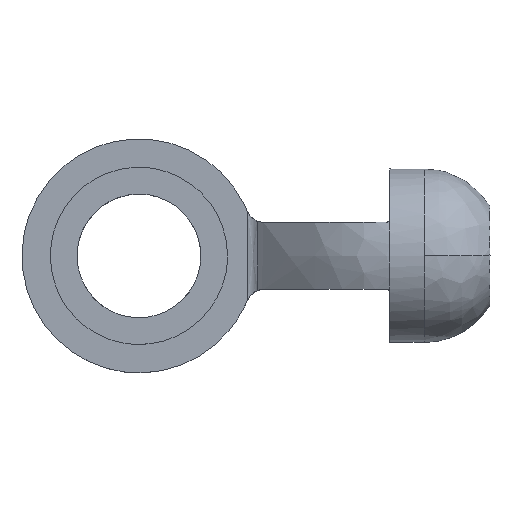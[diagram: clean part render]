
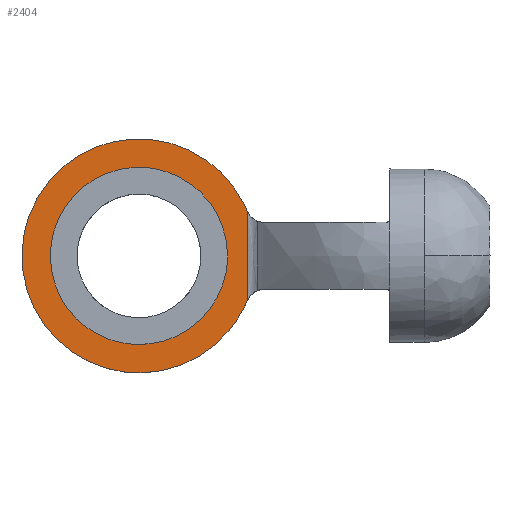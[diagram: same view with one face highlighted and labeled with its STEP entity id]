
A CAD part, top view. The second image highlights one B-rep face of the part: STEP entity #2404.
In plain terms, the highlighted free-form (B-spline) face has degree [1, 1] with [2, 2] control points.
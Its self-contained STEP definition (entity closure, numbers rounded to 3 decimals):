
#275=CARTESIAN_POINT('',(-192.787,2.631,0.305));
#276=VERTEX_POINT('',#275);
#282=CARTESIAN_POINT('',(-195.75,0.,0.305));
#283=VERTEX_POINT('',#282);
#284=CARTESIAN_POINT('',(-192.787,2.631,0.305));
#285=CARTESIAN_POINT('',(-192.943,2.65,0.305));
#286=CARTESIAN_POINT('',(-193.1,2.65,0.305));
#287=CARTESIAN_POINT('',(-195.75,2.65,0.305));
#288=CARTESIAN_POINT('',(-195.75,0.,0.305));
#296=(BOUNDED_CURVE()B_SPLINE_CURVE(2,(#284,#285,#286,#287,#288),.UNSPECIFIED.,.F.,.U.)B_SPLINE_CURVE_WITH_KNOTS((3,2,3),(0.23,0.25,0.5),.UNSPECIFIED.)CURVE()GEOMETRIC_REPRESENTATION_ITEM()RATIONAL_B_SPLINE_CURVE((0.956,0.976,1.0,0.707,1.0))REPRESENTATION_ITEM(''));
#297=EDGE_CURVE('',#276,#283,#296,.T.);
#299=CARTESIAN_POINT('',(-193.262,-2.645,0.305));
#300=VERTEX_POINT('',#299);
#301=CARTESIAN_POINT('',(-195.75,0.,0.305));
#302=CARTESIAN_POINT('',(-195.75,-2.493,0.305));
#303=CARTESIAN_POINT('',(-193.262,-2.645,0.305));
#311=(BOUNDED_CURVE()B_SPLINE_CURVE(2,(#301,#302,#303),.UNSPECIFIED.,.F.,.U.)B_SPLINE_CURVE_WITH_KNOTS((3,3),(0.5,0.739),.UNSPECIFIED.)CURVE()GEOMETRIC_REPRESENTATION_ITEM()RATIONAL_B_SPLINE_CURVE((1.0,0.72,0.976))REPRESENTATION_ITEM(''));
#312=EDGE_CURVE('',#283,#300,#311,.T.);
#386=CARTESIAN_POINT('',(-190.45,0.,0.305));
#387=VERTEX_POINT('',#386);
#388=CARTESIAN_POINT('',(-193.262,-2.645,0.305));
#389=CARTESIAN_POINT('',(-193.181,-2.65,0.305));
#390=CARTESIAN_POINT('',(-193.1,-2.65,0.305));
#391=CARTESIAN_POINT('',(-190.45,-2.65,0.305));
#392=CARTESIAN_POINT('',(-190.45,0.,0.305));
#400=(BOUNDED_CURVE()B_SPLINE_CURVE(2,(#388,#389,#390,#391,#392),.UNSPECIFIED.,.F.,.U.)B_SPLINE_CURVE_WITH_KNOTS((3,2,3),(0.739,0.75,1.0),.UNSPECIFIED.)CURVE()GEOMETRIC_REPRESENTATION_ITEM()RATIONAL_B_SPLINE_CURVE((0.976,0.988,1.0,0.707,1.0))REPRESENTATION_ITEM(''));
#401=EDGE_CURVE('',#300,#387,#400,.T.);
#403=CARTESIAN_POINT('',(-190.45,0.,0.305));
#404=CARTESIAN_POINT('',(-190.45,2.354,0.305));
#405=CARTESIAN_POINT('',(-192.787,2.631,0.305));
#413=(BOUNDED_CURVE()B_SPLINE_CURVE(2,(#403,#404,#405),.UNSPECIFIED.,.F.,.U.)B_SPLINE_CURVE_WITH_KNOTS((3,3),(0.0,0.23),.UNSPECIFIED.)CURVE()GEOMETRIC_REPRESENTATION_ITEM()RATIONAL_B_SPLINE_CURVE((1.0,0.731,0.956))REPRESENTATION_ITEM(''));
#414=EDGE_CURVE('',#387,#276,#413,.T.);
#1084=CARTESIAN_POINT('',(-189.852,1.336,0.305));
#1085=VERTEX_POINT('',#1084);
#1095=CARTESIAN_POINT('',(-189.852,-1.336,0.305));
#1096=VERTEX_POINT('',#1095);
#1097=CARTESIAN_POINT('',(-189.852,-1.336,0.305));
#1098=CARTESIAN_POINT('',(-189.858,-1.113,0.305));
#1099=CARTESIAN_POINT('',(-189.864,-0.891,0.305));
#1100=CARTESIAN_POINT('',(-189.872,-0.445,0.305));
#1101=CARTESIAN_POINT('',(-189.874,-0.223,0.305));
#1102=CARTESIAN_POINT('',(-189.874,0.223,0.305));
#1103=CARTESIAN_POINT('',(-189.872,0.445,0.305));
#1104=CARTESIAN_POINT('',(-189.864,0.891,0.305));
#1105=CARTESIAN_POINT('',(-189.858,1.113,0.305));
#1106=CARTESIAN_POINT('',(-189.852,1.336,0.305));
#1107=B_SPLINE_CURVE_WITH_KNOTS('',3,(#1097,#1098,#1099,#1100,#1101,#1102,#1103,#1104,#1105,#1106),.UNSPECIFIED.,.F.,.U.,(4,2,2,2,4),(0.0,0.25,0.5,0.75,1.0),.UNSPECIFIED.);
#1108=EDGE_CURVE('',#1096,#1085,#1107,.T.);
#2357=CARTESIAN_POINT('',(-196.937,-3.848,0.305));
#2358=CARTESIAN_POINT('',(-189.515,-3.848,0.305));
#2359=CARTESIAN_POINT('',(-196.937,3.848,0.305));
#2360=CARTESIAN_POINT('',(-189.515,3.848,0.305));
#2361=B_SPLINE_SURFACE_WITH_KNOTS('',1,1,((#2357,#2359),(#2358,#2360)),.UNSPECIFIED.,.F.,.F.,.U.,(2,2),(2,2),(0.0,7.422),(0.0,7.696),.UNSPECIFIED.);
#2362=CARTESIAN_POINT('',(-189.984,-1.594,0.305));
#2363=VERTEX_POINT('',#2362);
#2364=CARTESIAN_POINT('',(-189.984,-1.594,0.305));
#2365=CARTESIAN_POINT('',(-189.852,-1.336,0.305));
#2366=QUASI_UNIFORM_CURVE('',1,(#2364,#2365),.UNSPECIFIED.,.F.,.U.);
#2367=EDGE_CURVE('',#2363,#1096,#2366,.T.);
#2368=ORIENTED_EDGE('',*,*,#2367,.T.);
#2369=ORIENTED_EDGE('',*,*,#1108,.T.);
#2370=CARTESIAN_POINT('',(-189.984,1.594,0.305));
#2371=VERTEX_POINT('',#2370);
#2372=CARTESIAN_POINT('',(-189.852,1.336,0.305));
#2373=CARTESIAN_POINT('',(-189.984,1.594,0.305));
#2374=QUASI_UNIFORM_CURVE('',1,(#2372,#2373),.UNSPECIFIED.,.F.,.U.);
#2375=EDGE_CURVE('',#1085,#2371,#2374,.T.);
#2376=ORIENTED_EDGE('',*,*,#2375,.T.);
#2377=CARTESIAN_POINT('',(-189.984,1.594,0.305));
#2378=CARTESIAN_POINT('',(-191.24,4.048,0.305));
#2379=CARTESIAN_POINT('',(-193.92,3.403,0.305));
#2380=CARTESIAN_POINT('',(-196.6,2.757,0.305));
#2381=CARTESIAN_POINT('',(-196.6,0.,0.305));
#2382=CARTESIAN_POINT('',(-196.6,-2.757,0.305));
#2383=CARTESIAN_POINT('',(-193.92,-3.403,0.305));
#2384=CARTESIAN_POINT('',(-191.24,-4.048,0.305));
#2385=CARTESIAN_POINT('',(-189.984,-1.594,0.305));
#2393=(BOUNDED_CURVE()B_SPLINE_CURVE(2,(#2377,#2378,#2379,#2380,#2381,#2382,#2383,#2384,#2385),.UNSPECIFIED.,.F.,.U.)B_SPLINE_CURVE_WITH_KNOTS((3,2,2,2,3),(0.0,0.25,0.5,0.75,1.0),.UNSPECIFIED.)CURVE()GEOMETRIC_REPRESENTATION_ITEM()RATIONAL_B_SPLINE_CURVE((1.0,0.786,1.0,0.786,1.0,0.786,1.0,0.786,1.0))REPRESENTATION_ITEM(''));
#2394=EDGE_CURVE('',#2371,#2363,#2393,.T.);
#2395=ORIENTED_EDGE('',*,*,#2394,.T.);
#2396=EDGE_LOOP('',(#2368,#2369,#2376,#2395));
#2397=FACE_OUTER_BOUND('',#2396,.T.);
#2398=ORIENTED_EDGE('',*,*,#312,.F.);
#2399=ORIENTED_EDGE('',*,*,#297,.F.);
#2400=ORIENTED_EDGE('',*,*,#414,.F.);
#2401=ORIENTED_EDGE('',*,*,#401,.F.);
#2402=EDGE_LOOP('',(#2398,#2399,#2400,#2401));
#2403=FACE_BOUND('',#2402,.T.);
#2404=ADVANCED_FACE('',(#2397,#2403),#2361,.T.);
